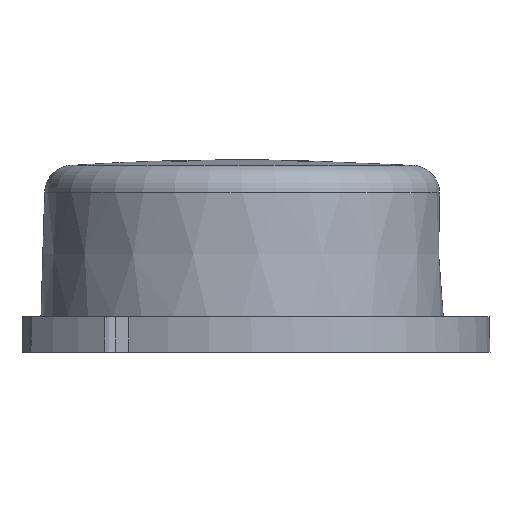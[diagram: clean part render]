
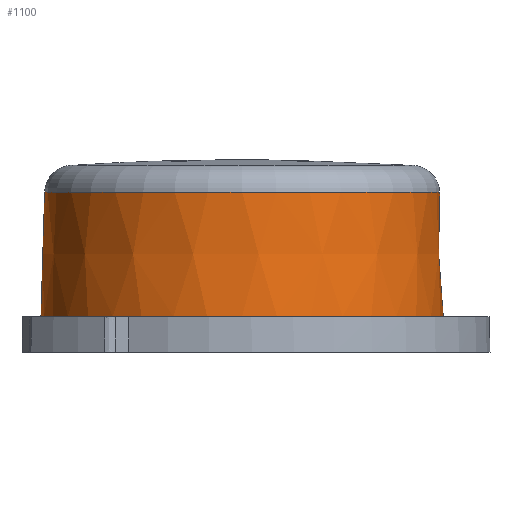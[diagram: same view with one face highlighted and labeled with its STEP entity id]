
A CAD part, front view. The second image highlights one B-rep face of the part: STEP entity #1100.
In plain terms, the highlighted conical face has half-angle 1.7 degrees and reference radius 3.675 mm.
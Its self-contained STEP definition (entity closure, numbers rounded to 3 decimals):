
#28=CONICAL_SURFACE('',#1237,3.675,0.03);
#61=CIRCLE('',#1135,3.656);
#112=CIRCLE('',#1230,3.589);
#116=CIRCLE('',#1234,3.589);
#169=LINE('',#2640,#216);
#216=VECTOR('',#1532,3.675);
#296=FACE_OUTER_BOUND('',#356,.T.);
#356=EDGE_LOOP('',(#1012,#1013,#1014,#1015,#1016));
#433=VERTEX_POINT('',#1842);
#518=VERTEX_POINT('',#2627);
#519=VERTEX_POINT('',#2628);
#560=EDGE_CURVE('',#433,#433,#61,.T.);
#686=EDGE_CURVE('',#518,#519,#112,.T.);
#690=EDGE_CURVE('',#519,#518,#116,.T.);
#692=EDGE_CURVE('',#518,#433,#169,.T.);
#1012=ORIENTED_EDGE('',*,*,#686,.F.);
#1013=ORIENTED_EDGE('',*,*,#692,.T.);
#1014=ORIENTED_EDGE('',*,*,#560,.T.);
#1015=ORIENTED_EDGE('',*,*,#692,.F.);
#1016=ORIENTED_EDGE('',*,*,#690,.F.);
#1100=ADVANCED_FACE('',(#296),#28,.T.);
#1135=AXIS2_PLACEMENT_3D('',#1843,#1292,#1293);
#1230=AXIS2_PLACEMENT_3D('',#2629,#1515,#1516);
#1234=AXIS2_PLACEMENT_3D('',#2635,#1523,#1524);
#1237=AXIS2_PLACEMENT_3D('',#2639,#1530,#1531);
#1292=DIRECTION('center_axis',(0.,0.,1.));
#1293=DIRECTION('ref_axis',(1.,0.,0.));
#1515=DIRECTION('center_axis',(0.,0.,1.));
#1516=DIRECTION('ref_axis',(1.,0.,0.));
#1523=DIRECTION('center_axis',(0.,0.,1.));
#1524=DIRECTION('ref_axis',(1.,0.,0.));
#1530=DIRECTION('center_axis',(0.,0.,-1.));
#1531=DIRECTION('ref_axis',(1.,0.,0.));
#1532=DIRECTION('',(-0.03,0.,-1.));
#1842=CARTESIAN_POINT('',(-3.656,0.,0.65));
#1843=CARTESIAN_POINT('Origin',(0.,0.,0.65));
#2627=CARTESIAN_POINT('',(-3.589,0.,2.912));
#2628=CARTESIAN_POINT('',(3.589,0.,2.912));
#2629=CARTESIAN_POINT('Origin',(0.,0.,2.912));
#2635=CARTESIAN_POINT('Origin',(0.,0.,2.912));
#2639=CARTESIAN_POINT('Origin',(0.,0.,0.));
#2640=CARTESIAN_POINT('',(-3.675,0.,0.));
